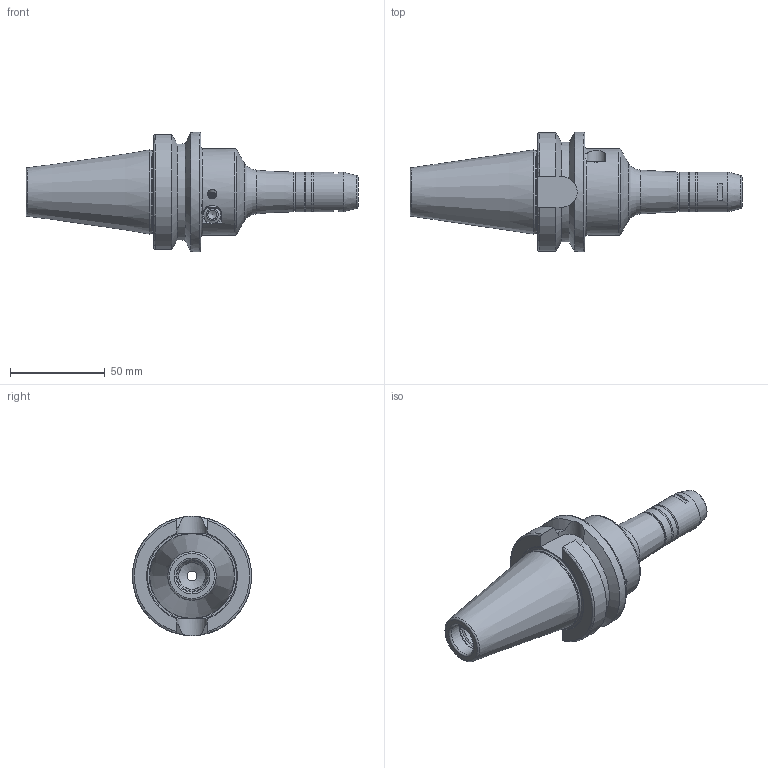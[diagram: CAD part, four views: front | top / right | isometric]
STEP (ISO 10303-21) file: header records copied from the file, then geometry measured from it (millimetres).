
FILE_DESCRIPTION((''),'2;1');
FILE_NAME('395006310110 BT40-PHC10SB-110-NC-3D.stp','2022-12-07T15:14:27',('nttooll'),(''),'Autodesk Inventor 2012','Autodesk Inventor 2012','');
FILE_SCHEMA(('AUTOMOTIVE_DESIGN { 1 0 10303 214 1 1 1 1 }'));
Length unit declared in the file: millimetre
Products named in the file (1): 395006310110 BT40-PHC10SB-110-NC-3D
Bounding box: 175.4 x 63 x 63 mm (x, y, z)
Volume: 167936.7 mm3; surface area: 32920.4 mm2
Topology: 1 solids, 1 shells, 142 faces, 329 edges, 204 vertices
Faces by surface type: cylinder 48, cone 38, plane 38, torus 17, revolution 1
Full cylindrical faces by diameter (mm): 1 x2, 2.309 x2, 3 x1, 4 x2, 4.1 x1, 4.619 x2, 5 x3, 9 x2, 10 x2, 10.4 x2, 14 x1, 14.25 x1, 16 x2, 17 x1, 17.4 x1, 21 x3, 43.5 x1, 45.8 x1, 63 x1
Entity records: 3858 total; most frequent: CARTESIAN_POINT 971, DIRECTION 617, ORIENTED_EDGE 488, AXIS2_PLACEMENT_3D 281, EDGE_CURVE 244, EDGE_LOOP 233, VERTEX_POINT 189, FACE_OUTER_BOUND 142
